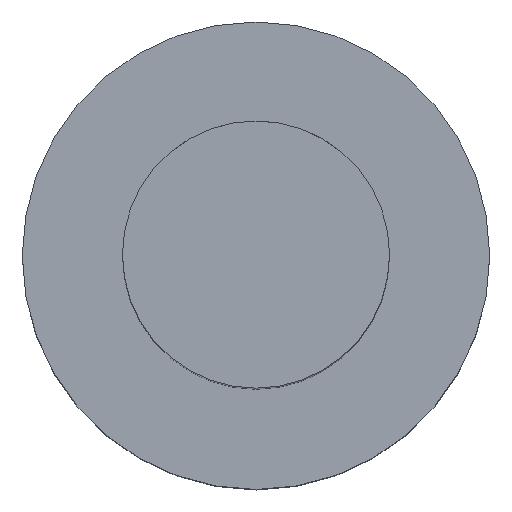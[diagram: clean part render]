
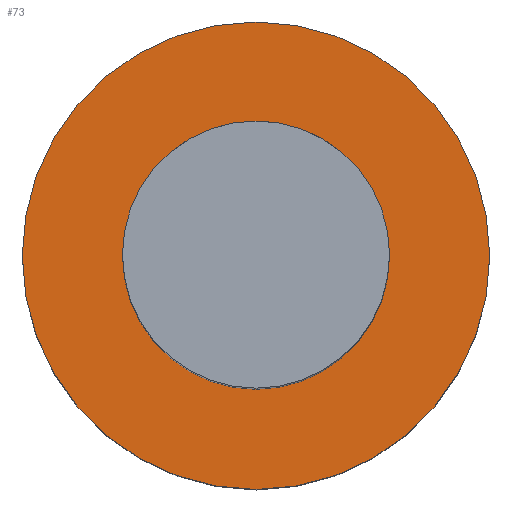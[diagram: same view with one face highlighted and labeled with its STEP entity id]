
A CAD part, top view. The second image highlights one B-rep face of the part: STEP entity #73.
In plain terms, the highlighted planar face has unit normal (0, 0, 1).
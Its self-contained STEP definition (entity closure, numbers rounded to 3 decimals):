
#61=FACE_BOUND('',#100,.T.);
#62=FACE_BOUND('',#101,.T.);
#73=ADVANCED_FACE('',(#61,#62),#81,.T.);
#81=PLANE('',#204);
#100=EDGE_LOOP('',(#125));
#101=EDGE_LOOP('',(#126));
#125=ORIENTED_EDGE('',*,*,#153,.T.);
#126=ORIENTED_EDGE('',*,*,#156,.F.);
#140=VERTEX_POINT('',#285);
#143=VERTEX_POINT('',#293);
#153=EDGE_CURVE('',#140,#140,#160,.T.);
#156=EDGE_CURVE('',#143,#143,#163,.T.);
#160=CIRCLE('',#198,17.5);
#163=CIRCLE('',#203,9.5);
#198=AXIS2_PLACEMENT_3D('',#284,#238,#239);
#203=AXIS2_PLACEMENT_3D('',#292,#248,#249);
#204=AXIS2_PLACEMENT_3D('',#294,#250,#251);
#238=DIRECTION('',(0.,0.,1.));
#239=DIRECTION('',(1.,0.,0.));
#248=DIRECTION('',(0.,0.,1.));
#249=DIRECTION('',(0.,1.,0.));
#250=DIRECTION('',(0.,0.,1.));
#251=DIRECTION('',(0.,-1.,0.));
#284=CARTESIAN_POINT('',(0.,0.,0.));
#285=CARTESIAN_POINT('',(17.5,0.,0.));
#292=CARTESIAN_POINT('',(0.,0.,0.));
#293=CARTESIAN_POINT('',(0.,9.5,0.));
#294=CARTESIAN_POINT('',(-9.5,0.,0.));
